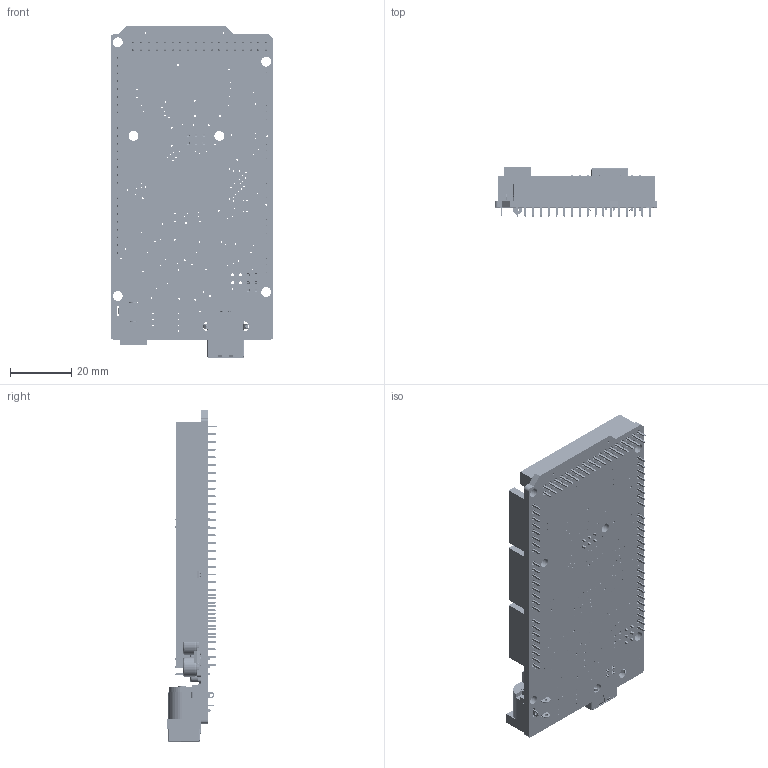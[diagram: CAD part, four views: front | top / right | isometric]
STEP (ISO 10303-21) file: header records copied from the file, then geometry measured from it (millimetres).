
FILE_DESCRIPTION (( 'STEP AP214' ), '1' );
FILE_NAME ('A000067.STEP', '2022-03-06T22:18:01', ( '' ), ( '' ), 'SwSTEP 2.0', 'SolidWorks 2017', '' );
FILE_SCHEMA (( 'AUTOMOTIVE_DESIGN' ));
Length unit declared in the file: millimetre
Products named in the file (1): A000067
Bounding box: 53 x 16.23 x 108 mm (x, y, z)
Volume: 19046.7 mm3; surface area: 28329.5 mm2
Topology: 616 solids, 617 shells, 9607 faces, 23060 edges, 14604 vertices
Faces by surface type: plane 6716, cylinder 2556, bspline 193, torus 70, sphere 64, cone 8
Entity records: 389558 total; most frequent: CARTESIAN_POINT 51120, DIRECTION 46594, ORIENTED_EDGE 45676, EDGE_CURVE 22838, VECTOR 17534, LINE 17534, VERTEX_POINT 14600, AXIS2_PLACEMENT_3D 14530
